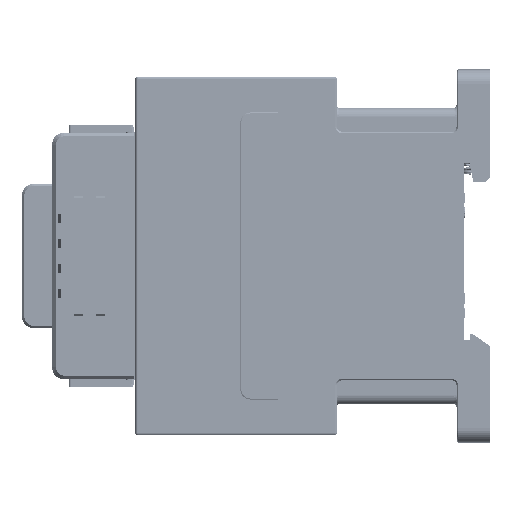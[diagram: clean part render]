
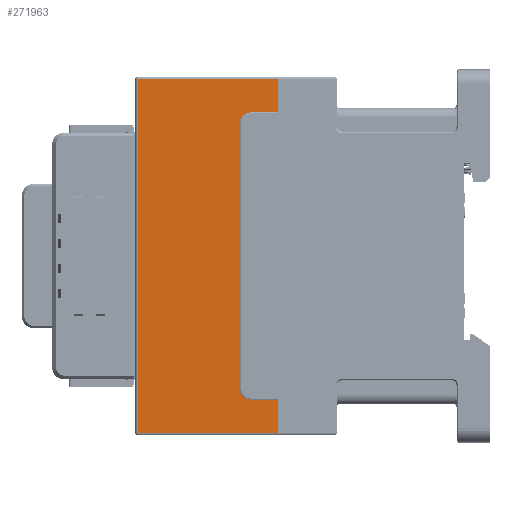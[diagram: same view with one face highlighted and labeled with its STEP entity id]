
A CAD part, left-side view. The second image highlights one B-rep face of the part: STEP entity #271963.
In plain terms, the highlighted planar face has unit normal (-1, 0, 0).
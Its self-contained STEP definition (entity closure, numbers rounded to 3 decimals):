
#23131=DIRECTION('',(0.,0.,-1.));
#23132=VECTOR('',#23131,7.);
#23133=CARTESIAN_POINT('',(-22.5,6.5,37.));
#23134=LINE('',#23133,#23132);
#24889=DIRECTION('',(0.,0.,-1.));
#24890=VECTOR('',#24889,7.);
#24891=CARTESIAN_POINT('',(-22.5,6.5,-30.));
#24892=LINE('',#24891,#24890);
#96133=DIRECTION('',(0.,0.,1.));
#96134=VECTOR('',#96133,74.);
#96135=CARTESIAN_POINT('',(-22.5,35.7,-37.));
#96136=LINE('',#96135,#96134);
#96141=CARTESIAN_POINT('',(-22.5,12.1,27.8));
#96142=DIRECTION('',(1.,0.,0.));
#96143=DIRECTION('',(0.,1.,0.));
#96144=AXIS2_PLACEMENT_3D('',#96141,#96142,#96143);
#96146=CARTESIAN_POINT('',(-22.5,12.1,-27.8));
#96147=DIRECTION('',(1.,0.,0.));
#96148=DIRECTION('',(0.,0.,-1.));
#96149=AXIS2_PLACEMENT_3D('',#96146,#96147,#96148);
#96151=DIRECTION('',(0.,1.,0.));
#96152=VECTOR('',#96151,29.2);
#96153=CARTESIAN_POINT('',(-22.5,6.5,-37.));
#96154=LINE('',#96153,#96152);
#96178=DIRECTION('',(0.,-1.,0.));
#96179=VECTOR('',#96178,29.2);
#96180=CARTESIAN_POINT('',(-22.5,35.7,37.));
#96181=LINE('',#96180,#96179);
#96186=DIRECTION('',(0.,1.,0.));
#96187=VECTOR('',#96186,5.6);
#96188=CARTESIAN_POINT('',(-22.5,6.5,30.));
#96189=LINE('',#96188,#96187);
#96350=DIRECTION('',(0.,0.,-1.));
#96351=VECTOR('',#96350,55.6);
#96352=CARTESIAN_POINT('',(-22.5,14.3,27.8));
#96353=LINE('',#96352,#96351);
#96470=DIRECTION('',(0.,-1.,0.));
#96471=VECTOR('',#96470,5.6);
#96472=CARTESIAN_POINT('',(-22.5,12.1,-30.));
#96473=LINE('',#96472,#96471);
#134746=CARTESIAN_POINT('',(-22.5,6.5,-37.));
#134747=CARTESIAN_POINT('',(-22.5,35.7,-37.));
#134748=VERTEX_POINT('',#134746);
#134749=VERTEX_POINT('',#134747);
#134750=CARTESIAN_POINT('',(-22.5,35.7,37.));
#134751=VERTEX_POINT('',#134750);
#134752=CARTESIAN_POINT('',(-22.5,6.5,37.));
#134753=VERTEX_POINT('',#134752);
#134754=CARTESIAN_POINT('',(-22.5,6.5,30.));
#134755=VERTEX_POINT('',#134754);
#134756=CARTESIAN_POINT('',(-22.5,12.1,30.));
#134757=VERTEX_POINT('',#134756);
#134758=CARTESIAN_POINT('',(-22.5,14.3,27.8));
#134759=VERTEX_POINT('',#134758);
#134760=CARTESIAN_POINT('',(-22.5,14.3,-27.8));
#134761=VERTEX_POINT('',#134760);
#134762=CARTESIAN_POINT('',(-22.5,12.1,-30.));
#134763=VERTEX_POINT('',#134762);
#134764=CARTESIAN_POINT('',(-22.5,6.5,-30.));
#134765=VERTEX_POINT('',#134764);
#271939=CARTESIAN_POINT('',(-22.5,14.7,0.));
#271940=DIRECTION('',(1.,0.,0.));
#271941=DIRECTION('',(0.,0.,-1.));
#271942=AXIS2_PLACEMENT_3D('',#271939,#271940,#271941);
#271943=PLANE('',#271942);
#271944=ORIENTED_EDGE('',*,*,#180197,.T.);
#271946=ORIENTED_EDGE('',*,*,#271945,.T.);
#271947=ORIENTED_EDGE('',*,*,#271931,.T.);
#271949=ORIENTED_EDGE('',*,*,#271948,.T.);
#271950=ORIENTED_EDGE('',*,*,#176911,.T.);
#271952=ORIENTED_EDGE('',*,*,#271951,.T.);
#271954=ORIENTED_EDGE('',*,*,#271953,.F.);
#271956=ORIENTED_EDGE('',*,*,#271955,.T.);
#271958=ORIENTED_EDGE('',*,*,#271957,.F.);
#271960=ORIENTED_EDGE('',*,*,#271959,.T.);
#271961=EDGE_LOOP('',(#271944,#271946,#271947,#271949,#271950,#271952,#271954,
#271956,#271958,#271960));
#271962=FACE_OUTER_BOUND('',#271961,.F.);
#271963=ADVANCED_FACE('',(#271962),#271943,.F.);
#96145=CIRCLE('',#96144,2.2);
#96150=CIRCLE('',#96149,2.2);
#176911=EDGE_CURVE('',#134753,#134755,#23134,.T.);
#180197=EDGE_CURVE('',#134765,#134748,#24892,.T.);
#271931=EDGE_CURVE('',#134749,#134751,#96136,.T.);
#271945=EDGE_CURVE('',#134748,#134749,#96154,.T.);
#271948=EDGE_CURVE('',#134751,#134753,#96181,.T.);
#271951=EDGE_CURVE('',#134755,#134757,#96189,.T.);
#271953=EDGE_CURVE('',#134759,#134757,#96145,.T.);
#271955=EDGE_CURVE('',#134759,#134761,#96353,.T.);
#271957=EDGE_CURVE('',#134763,#134761,#96150,.T.);
#271959=EDGE_CURVE('',#134763,#134765,#96473,.T.);
